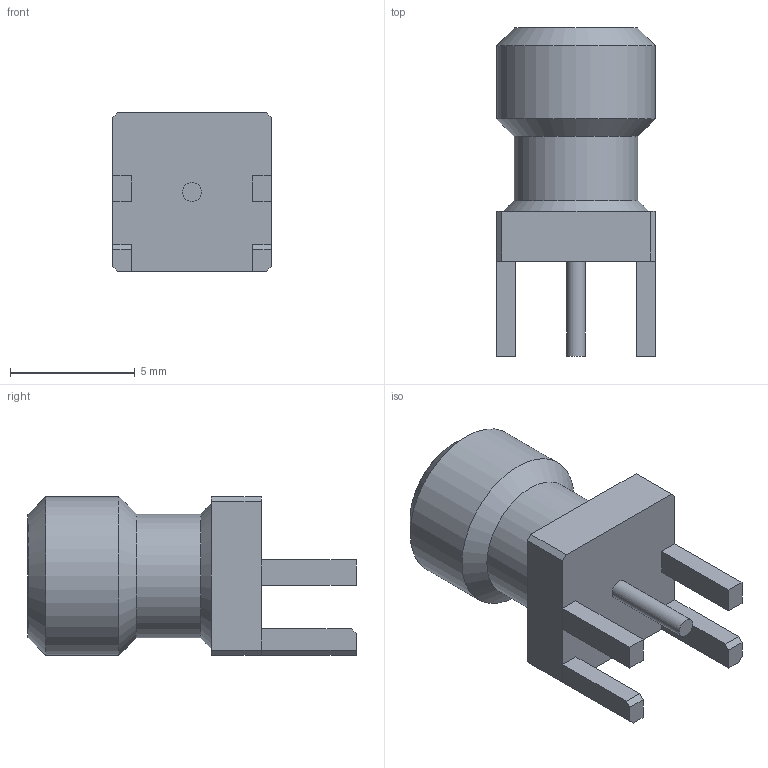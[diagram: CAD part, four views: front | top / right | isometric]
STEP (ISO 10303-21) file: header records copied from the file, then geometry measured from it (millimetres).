
FILE_DESCRIPTION(('FreeCAD Model'),'2;1');
FILE_NAME('Boolean.step','2020-08-26T21:38:34',('kicad StepUp'),('ksu MCAD'), 'Open CASCADE STEP processor 7.4','FreeCAD','Unknown');
FILE_SCHEMA(('AUTOMOTIVE_DESIGN { 1 0 10303 214 1 1 1 1 }'));
Length unit declared in the file: millimetre
Products named in the file (1): Boolean
Bounding box: 6.35 x 13.15 x 6.35 mm (x, y, z)
Volume: 246.8 mm3; surface area: 366.5 mm2
Topology: 1 solids, 1 shells, 47 faces, 108 edges, 66 vertices
Faces by surface type: plane 37, cylinder 6, cone 4
Full cylindrical faces by diameter (mm): 0.76 x1, 1 x1, 4.6 x1, 4.94 x2, 6.35 x1
Entity records: 1307 total; most frequent: CARTESIAN_POINT 221, DIRECTION 216, ORIENTED_EDGE 214, EDGE_CURVE 107, LINE 94, VECTOR 94, VERTEX_POINT 66, AXIS2_PLACEMENT_3D 61
